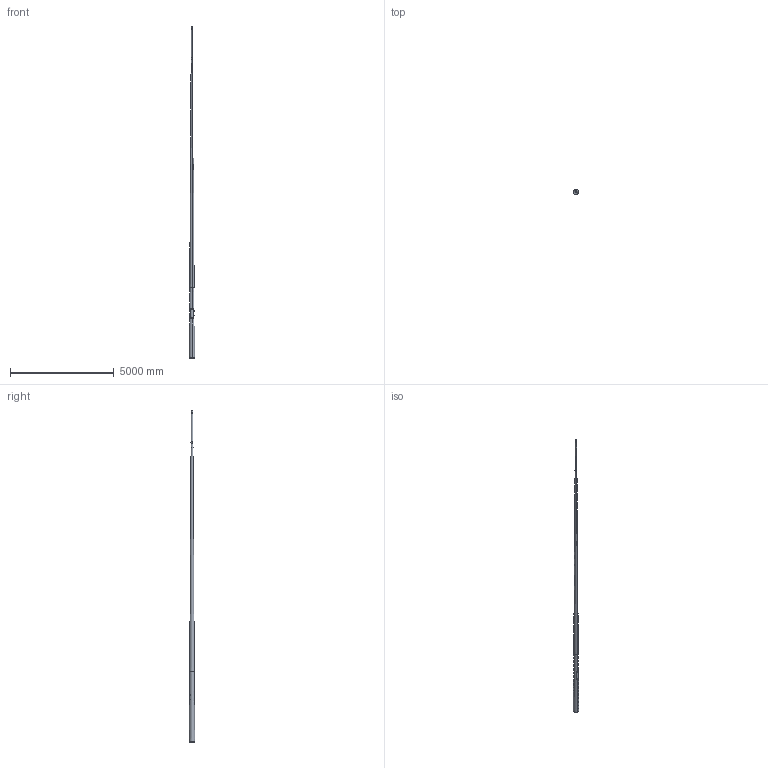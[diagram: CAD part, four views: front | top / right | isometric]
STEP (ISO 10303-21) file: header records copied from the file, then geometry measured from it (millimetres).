
FILE_DESCRIPTION (( 'STEP AP214' ), '1' );
FILE_NAME ('100570KGXS S200C315K 4607842 S-VARTINEN KARTIOPYLVÄS_3D.step', '2022-05-29T18:55:35', ( '' ), ( '' ), 'SwSTEP 2.0', 'SolidWorks 2021', '' );
FILE_SCHEMA (( 'AUTOMOTIVE_DESIGN' ));
Length unit declared in the file: millimetre
Products named in the file (13): KARTIORUNKO_C315K; S-KARTIOVARSI_S200CK; KYTKENTÄAUKON LATTARAUTA_LATTA 4X20X200; KARTIOAIHIO_89-222-4-11100-0KL; VARREN NEOPREN-TIIVISTE_D76X4; socket head cap screw_din_DIN 912 M6 x 16 --- 16N; 222-LATVAINEN KARTIOAIHIO_222-263-3-3400; PIDÄTINRUUVI DIN 914 - M10_DIN 914 - M10 x 20-N; KYTKENTÄAUKON LUUKKU_222-263-3-3400; 100570KGXS S200C315K 4607842 S-VARTINEN KARTIOPYLVÄS_3D; LATTA 5X16X460 KYTKENTÄAUKON VAHVIKE_C 1; 222-LATVAISET KARTIOAIHIOT_222-263-4-3400; PIDÄTINRUUVI DIN 914 - M10_DIN 914 - M10 x 16-N
Assembly tree (21 placements, depth 4):
  100570KGXS S200C315K 4607842 S-VARTINEN KARTIOPYLVÄS_3D
    KARTIORUNKO_C315K
      KARTIOAIHIO_89-222-4-11100-0KL
      222-LATVAINEN KARTIOAIHIO_222-263-3-3400
        222-LATVAISET KARTIOAIHIOT_222-263-4-3400
        KYTKENTÄAUKON LUUKKU_222-263-3-3400
        socket head cap screw_din_DIN 912 M6 x 16 --- 16N  x4
        KYTKENTÄAUKON LATTARAUTA_LATTA 4X20X200  x2
        LATTA 5X16X460 KYTKENTÄAUKON VAHVIKE_C 1  x2
      PIDÄTINRUUVI DIN 914 - M10_DIN 914 - M10 x 16-N  x5
      PIDÄTINRUUVI DIN 914 - M10_DIN 914 - M10 x 20-N
    S-KARTIOVARSI_S200CK
    VARREN NEOPREN-TIIVISTE_D76X4
Bounding box: 263 x 263 x 16000 mm (x, y, z)
Volume: 32827418.2 mm3; surface area: 16708737.5 mm2
Topology: 20 solids, 20 shells, 357 faces, 837 edges, 510 vertices
Faces by surface type: plane 156, cylinder 88, cone 69, torus 32, bspline 12
Entity records: 9277 total; most frequent: CARTESIAN_POINT 3752, ORIENTED_EDGE 1006, DIRECTION 976, EDGE_CURVE 503, AXIS2_PLACEMENT_3D 377, VERTEX_POINT 311, EDGE_LOOP 224, LINE 222
